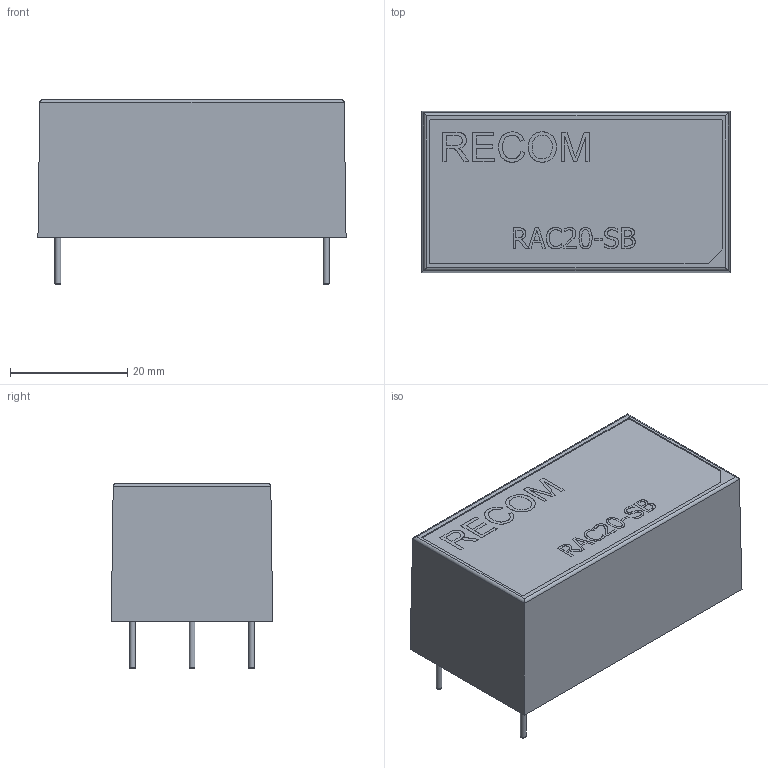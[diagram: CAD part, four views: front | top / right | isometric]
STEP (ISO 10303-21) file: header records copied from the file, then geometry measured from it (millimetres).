
FILE_DESCRIPTION((''),'2;1');
FILE_NAME('ASSEMBLY.stp','2014-12-24T14:48:57',('peter'),(''),'Autodesk Inventor 2008','Autodesk Inventor 2008','');
FILE_SCHEMA(('AUTOMOTIVE_DESIGN { 1 0 10303 214 1 1 1 1 }'));
Length unit declared in the file: millimetre
Products named in the file (5): ASSEMBLY; TOP CASE_1; BOT CASE; PIN - 1 x 25 mm; M3 x 3 mm
Assembly tree (7 placements, depth 2):
  ASSEMBLY
    TOP CASE_1
    BOT CASE
    PIN - 1 x 25 mm  x4
    M3 x 3 mm
Bounding box: 52.5 x 27.5 x 31.5 mm (x, y, z)
Volume: 5123.3 mm3; surface area: 13481.2 mm2
Topology: 7 solids, 7 shells, 355 faces, 896 edges, 589 vertices
Faces by surface type: plane 190, bspline 115, cylinder 28, torus 16, cone 6
Full cylindrical faces by diameter (mm): 1 x8, 1.1 x4, 1.6 x4, 3.5 x1, 4 x3, 5 x1
Entity records: 10456 total; most frequent: CARTESIAN_POINT 3116, ORIENTED_EDGE 1642, DIRECTION 1101, EDGE_CURVE 821, VECTOR 571, LINE 571, VERTEX_POINT 558, EDGE_LOOP 383
